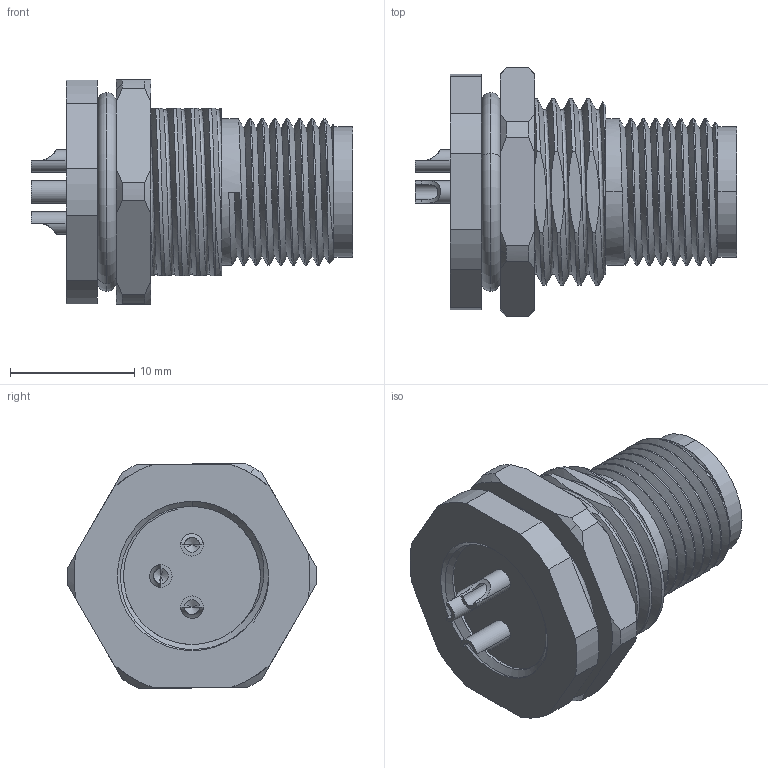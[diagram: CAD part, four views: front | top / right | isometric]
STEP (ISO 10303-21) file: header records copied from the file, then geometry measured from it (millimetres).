
FILE_DESCRIPTION (( 'STEP AP203' ), '1' );
FILE_NAME ('54-00433.STEP', '2025-03-13T15:50:40', ( '' ), ( '' ), 'SwSTEP 2.0', 'SolidWorks 2021', '' );
FILE_SCHEMA (( 'CONFIG_CONTROL_DESIGN' ));
Length unit declared in the file: millimetre
Products named in the file (7): 54-00433-02; 54-00433-03L___; 54-00433-05___; 54-00433-03___; 54-00433-01___; 54-00433-04___; 54-00433
Assembly tree (7 placements, depth 2):
  54-00433
    54-00433-01___
    54-00433-02
    54-00433-03___  x2
    54-00433-04___
    54-00433-05___
    54-00433-03L___
Bounding box: 25.8 x 20 x 18.03 mm (x, y, z)
Volume: 3115.8 mm3; surface area: 5814.8 mm2
Topology: 8 solids, 8 shells, 311 faces, 785 edges, 505 vertices
Faces by surface type: cylinder 143, plane 84, cone 47, torus 22, bspline 9, sphere 6
Entity records: 13457 total; most frequent: CARTESIAN_POINT 6215, ORIENTED_EDGE 1406, DIRECTION 1324, EDGE_CURVE 703, AXIS2_PLACEMENT_3D 530, VERTEX_POINT 457, EDGE_LOOP 316, FACE_OUTER_BOUND 279
